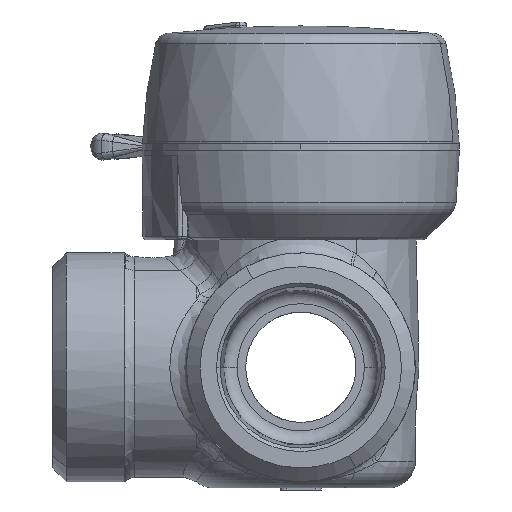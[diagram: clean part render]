
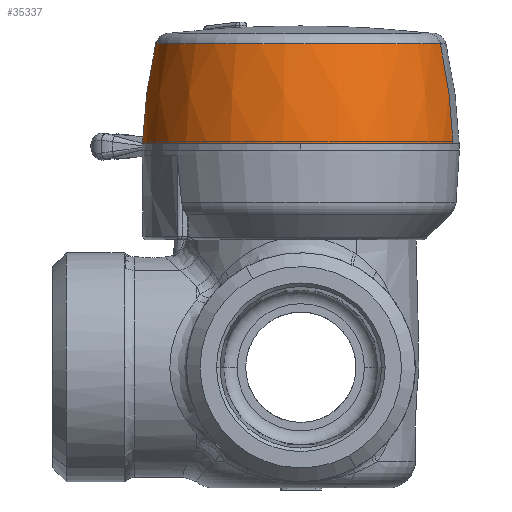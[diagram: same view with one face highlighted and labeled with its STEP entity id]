
A CAD part, front view. The second image highlights one B-rep face of the part: STEP entity #35337.
In plain terms, the highlighted face is a revolution surface.
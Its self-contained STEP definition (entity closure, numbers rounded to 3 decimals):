
#35275=AXIS2_PLACEMENT_3D('Circle Axis2P3D',#35273,#35274,$) ;
#35320=AXIS2_PLACEMENT_3D('Circle Axis2P3D',#35318,#35319,$) ;
#35268=CARTESIAN_POINT('Vertex',(11.027,-20.184,66.5)) ;
#35270=CARTESIAN_POINT('Vertex',(-11.027,20.184,66.5)) ;
#35273=CARTESIAN_POINT('Axis2P3D Location',(0.,0.,66.5)) ;
#35302=CARTESIAN_POINT('Control Point',(0.,23.,66.5)) ;
#35303=CARTESIAN_POINT('Control Point',(0.,22.831,71.344)) ;
#35304=CARTESIAN_POINT('Control Point',(0.,22.191,76.171)) ;
#35305=CARTESIAN_POINT('Control Point',(0.,21.092,80.891)) ;
#35306=CARTESIAN_POINT('Axis1P Location',(0.,0.,75.)) ;
#35311=CARTESIAN_POINT('Control Point',(11.027,-20.184,66.5)) ;
#35312=CARTESIAN_POINT('Control Point',(10.946,-20.036,71.344)) ;
#35313=CARTESIAN_POINT('Control Point',(10.639,-19.474,76.171)) ;
#35314=CARTESIAN_POINT('Control Point',(10.112,-18.51,80.891)) ;
#35315=CARTESIAN_POINT('Vertex',(10.112,-18.51,80.891)) ;
#35318=CARTESIAN_POINT('Axis2P3D Location',(0.,0.,80.891)) ;
#35322=CARTESIAN_POINT('Vertex',(-10.112,18.51,80.891)) ;
#35326=CARTESIAN_POINT('Control Point',(-11.027,20.184,66.5)) ;
#35327=CARTESIAN_POINT('Control Point',(-10.946,20.036,71.344)) ;
#35328=CARTESIAN_POINT('Control Point',(-10.639,19.474,76.171)) ;
#35329=CARTESIAN_POINT('Control Point',(-10.112,18.51,80.891)) ;
#35274=DIRECTION('Axis2P3D Direction',(0.,0.,1.)) ;
#35307=DIRECTION('Axis1P Direction',(0.,0.,1.)) ;
#35319=DIRECTION('Axis2P3D Direction',(0.,0.,1.)) ;
#35308=AXIS1_PLACEMENT('Revolution Surface Axis1P',#35306,#35307) ;
#35332=ORIENTED_EDGE('',*,*,#35317,.T.) ;
#35333=ORIENTED_EDGE('',*,*,#35324,.F.) ;
#35334=ORIENTED_EDGE('',*,*,#35330,.F.) ;
#35335=ORIENTED_EDGE('',*,*,#35277,.T.) ;
#35337=ADVANCED_FACE('',(#35336),#35309,.T.) ;
#35301=B_SPLINE_CURVE_WITH_KNOTS('',3,(#35302,#35303,#35304,#35305),.UNSPECIFIED.,.F.,.U.,(4,4),(473.857,488.397),.UNSPECIFIED.) ;
#35310=B_SPLINE_CURVE_WITH_KNOTS('',3,(#35311,#35312,#35313,#35314),.UNSPECIFIED.,.F.,.U.,(4,4),(473.857,488.397),.UNSPECIFIED.) ;
#35325=B_SPLINE_CURVE_WITH_KNOTS('',3,(#35326,#35327,#35328,#35329),.UNSPECIFIED.,.F.,.U.,(4,4),(473.857,488.397),.UNSPECIFIED.) ;
#35276=CIRCLE('generated circle',#35275,23.) ;
#35321=CIRCLE('generated circle',#35320,21.092) ;
#35277=EDGE_CURVE('',#35271,#35269,#35276,.T.) ;
#35317=EDGE_CURVE('',#35269,#35316,#35310,.T.) ;
#35324=EDGE_CURVE('',#35323,#35316,#35321,.T.) ;
#35330=EDGE_CURVE('',#35271,#35323,#35325,.T.) ;
#35331=EDGE_LOOP('',(#35332,#35333,#35334,#35335)) ;
#35336=FACE_OUTER_BOUND('',#35331,.T.) ;
#35309=SURFACE_OF_REVOLUTION('Surface of Revolution',#35301,#35308) ;
#35269=VERTEX_POINT('',#35268) ;
#35271=VERTEX_POINT('',#35270) ;
#35316=VERTEX_POINT('',#35315) ;
#35323=VERTEX_POINT('',#35322) ;
